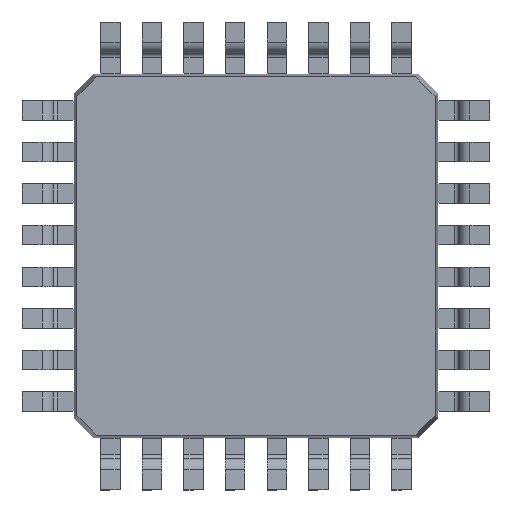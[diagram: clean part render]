
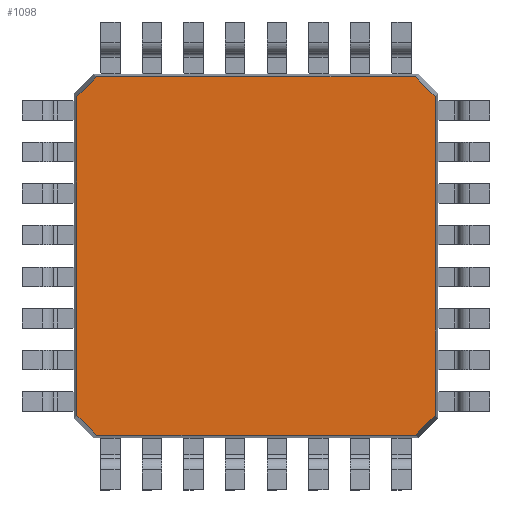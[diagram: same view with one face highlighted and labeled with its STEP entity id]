
A CAD part, front view. The second image highlights one B-rep face of the part: STEP entity #1098.
In plain terms, the highlighted planar face has unit normal (0, -1, 0).
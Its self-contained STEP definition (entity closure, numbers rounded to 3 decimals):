
#1052 = VERTEX_POINT ( 'NONE', #7918 ) ;
#1098 = ADVANCED_FACE ( 'NONE', ( #4663 ), #11613, .F. ) ;
#1215 = VECTOR ( 'NONE', #14428, 1000. ) ;
#1303 = LINE ( 'NONE', #8493, #5988 ) ;
#1965 = LINE ( 'NONE', #4721, #8591 ) ;
#2308 = LINE ( 'NONE', #8305, #4977 ) ;
#2413 = LINE ( 'NONE', #13197, #7047 ) ;
#2710 = VERTEX_POINT ( 'NONE', #6103 ) ;
#2996 = CARTESIAN_POINT ( 'NONE',  ( 3.444, 0.15, -3.061 ) ) ;
#3109 = ORIENTED_EDGE ( 'NONE', *, *, #8281, .F. ) ;
#3814 = DIRECTION ( 'NONE',  ( -0.712, 0., 0.702 ) ) ;
#4064 = DIRECTION ( 'NONE',  ( 0., 0., 1. ) ) ;
#4663 = FACE_OUTER_BOUND ( 'NONE', #7885, .T. ) ;
#4713 = DIRECTION ( 'NONE',  ( 0., 0., 1. ) ) ;
#4721 = CARTESIAN_POINT ( 'NONE',  ( 3.444, 0.15, 0. ) ) ;
#4791 = LINE ( 'NONE', #2996, #1215 ) ;
#4836 = DIRECTION ( 'NONE',  ( 0.712, 0., -0.702 ) ) ;
#4977 = VECTOR ( 'NONE', #4836, 1000. ) ;
#5159 = LINE ( 'NONE', #14457, #7124 ) ;
#5672 = AXIS2_PLACEMENT_3D ( 'NONE', #8122, #8272, #4713 ) ;
#5791 = EDGE_CURVE ( 'NONE', #1052, #5849, #1965, .T. ) ;
#5795 = DIRECTION ( 'NONE',  ( 0., 0., -1. ) ) ;
#5849 = VERTEX_POINT ( 'NONE', #12886 ) ;
#5861 = ORIENTED_EDGE ( 'NONE', *, *, #12175, .F. ) ;
#5988 = VECTOR ( 'NONE', #3814, 1000. ) ;
#6103 = CARTESIAN_POINT ( 'NONE',  ( -3.444, 0.15, -3.067 ) ) ;
#6889 = ORIENTED_EDGE ( 'NONE', *, *, #13997, .F. ) ;
#7047 = VECTOR ( 'NONE', #4064, 1000. ) ;
#7124 = VECTOR ( 'NONE', #12263, 1000. ) ;
#7569 = EDGE_CURVE ( 'NONE', #12004, #7929, #9875, .T. ) ;
#7885 = EDGE_LOOP ( 'NONE', ( #11266, #11318, #5861, #9422, #3109, #11425, #8390, #6889 ) ) ;
#7913 = DIRECTION ( 'NONE',  ( 1., 0., 0. ) ) ;
#7918 = CARTESIAN_POINT ( 'NONE',  ( 3.444, 0.15, 3.067 ) ) ;
#7929 = VERTEX_POINT ( 'NONE', #9835 ) ;
#8122 = CARTESIAN_POINT ( 'NONE',  ( 0., 0.15, 0. ) ) ;
#8272 = DIRECTION ( 'NONE',  ( 0., 1., 0. ) ) ;
#8281 = EDGE_CURVE ( 'NONE', #7929, #1052, #2308, .T. ) ;
#8305 = CARTESIAN_POINT ( 'NONE',  ( 3.061, 0.15, 3.444 ) ) ;
#8318 = CARTESIAN_POINT ( 'NONE',  ( 3.067, 0.15, -3.444 ) ) ;
#8390 = ORIENTED_EDGE ( 'NONE', *, *, #14123, .F. ) ;
#8493 = CARTESIAN_POINT ( 'NONE',  ( -3.061, 0.15, -3.444 ) ) ;
#8510 = EDGE_CURVE ( 'NONE', #9590, #14580, #5159, .T. ) ;
#8591 = VECTOR ( 'NONE', #5795, 1000. ) ;
#9015 = VECTOR ( 'NONE', #12452, 1000. ) ;
#9422 = ORIENTED_EDGE ( 'NONE', *, *, #5791, .F. ) ;
#9590 = VERTEX_POINT ( 'NONE', #8318 ) ;
#9835 = CARTESIAN_POINT ( 'NONE',  ( 3.061, 0.15, 3.444 ) ) ;
#9875 = LINE ( 'NONE', #13590, #13450 ) ;
#9932 = LINE ( 'NONE', #13440, #9015 ) ;
#10018 = VERTEX_POINT ( 'NONE', #14445 ) ;
#10839 = CARTESIAN_POINT ( 'NONE',  ( -3.067, 0.15, 3.444 ) ) ;
#11266 = ORIENTED_EDGE ( 'NONE', *, *, #13884, .F. ) ;
#11318 = ORIENTED_EDGE ( 'NONE', *, *, #8510, .F. ) ;
#11425 = ORIENTED_EDGE ( 'NONE', *, *, #7569, .F. ) ;
#11613 = PLANE ( 'NONE',  #5672 ) ;
#12004 = VERTEX_POINT ( 'NONE', #10839 ) ;
#12175 = EDGE_CURVE ( 'NONE', #5849, #9590, #4791, .T. ) ;
#12263 = DIRECTION ( 'NONE',  ( -1., 0., 0. ) ) ;
#12452 = DIRECTION ( 'NONE',  ( 0.702, 0., 0.712 ) ) ;
#12886 = CARTESIAN_POINT ( 'NONE',  ( 3.444, 0.15, -3.061 ) ) ;
#13197 = CARTESIAN_POINT ( 'NONE',  ( -3.444, 0.15, 0. ) ) ;
#13440 = CARTESIAN_POINT ( 'NONE',  ( -3.444, 0.15, 3.061 ) ) ;
#13450 = VECTOR ( 'NONE', #7913, 1000. ) ;
#13590 = CARTESIAN_POINT ( 'NONE',  ( 0., 0.15, 3.444 ) ) ;
#13884 = EDGE_CURVE ( 'NONE', #14580, #2710, #1303, .T. ) ;
#13997 = EDGE_CURVE ( 'NONE', #2710, #10018, #2413, .T. ) ;
#14067 = CARTESIAN_POINT ( 'NONE',  ( -3.061, 0.15, -3.444 ) ) ;
#14123 = EDGE_CURVE ( 'NONE', #10018, #12004, #9932, .T. ) ;
#14428 = DIRECTION ( 'NONE',  ( -0.702, 0., -0.712 ) ) ;
#14445 = CARTESIAN_POINT ( 'NONE',  ( -3.444, 0.15, 3.061 ) ) ;
#14457 = CARTESIAN_POINT ( 'NONE',  ( 0., 0.15, -3.444 ) ) ;
#14580 = VERTEX_POINT ( 'NONE', #14067 ) ;
